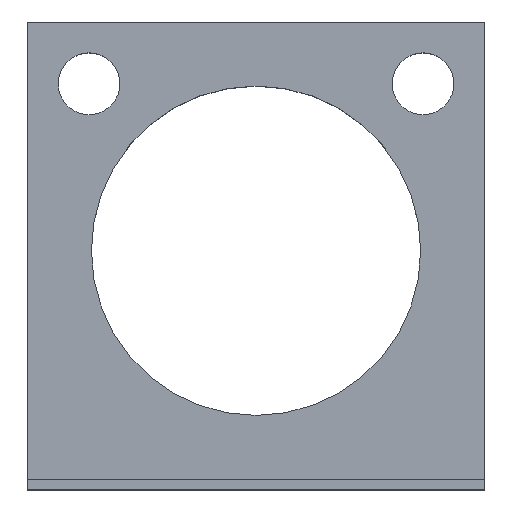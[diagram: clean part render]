
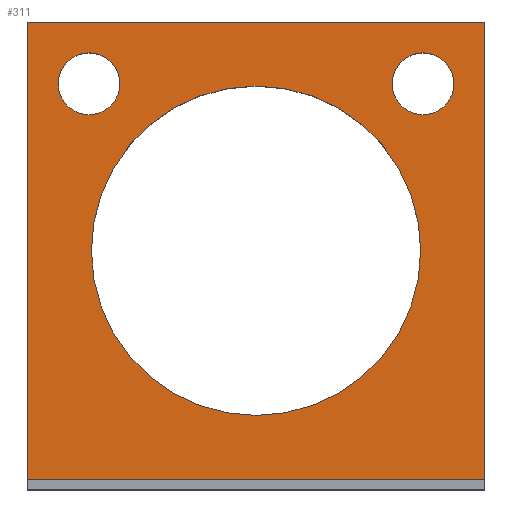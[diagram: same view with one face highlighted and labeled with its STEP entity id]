
A CAD part, top view. The second image highlights one B-rep face of the part: STEP entity #311.
In plain terms, the highlighted planar face has unit normal (0, 0, 1).
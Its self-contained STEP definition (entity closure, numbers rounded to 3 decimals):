
#3 = DIRECTION ( 'NONE',  ( 0., 1., 0. ) ) ;
#11 = CARTESIAN_POINT ( 'NONE',  ( 22.225, -22.225, 10. ) ) ;
#12 = VERTEX_POINT ( 'NONE', #395 ) ;
#51 = CIRCLE ( 'NONE', #123, 3. ) ;
#63 = DIRECTION ( 'NONE',  ( -1., 0., 0. ) ) ;
#76 = CARTESIAN_POINT ( 'NONE',  ( -13.225, 16.225, 10. ) ) ;
#79 = EDGE_CURVE ( 'NONE', #188, #482, #373, .T. ) ;
#83 = PLANE ( 'NONE',  #814 ) ;
#102 = EDGE_CURVE ( 'NONE', #482, #188, #237, .T. ) ;
#105 = CARTESIAN_POINT ( 'NONE',  ( -16., 0., 10. ) ) ;
#111 = VERTEX_POINT ( 'NONE', #76 ) ;
#117 = LINE ( 'NONE', #554, #437 ) ;
#123 = AXIS2_PLACEMENT_3D ( 'NONE', #849, #496, #711 ) ;
#126 = ORIENTED_EDGE ( 'NONE', *, *, #310, .F. ) ;
#132 = CARTESIAN_POINT ( 'NONE',  ( -19.225, 16.225, 10. ) ) ;
#135 = EDGE_LOOP ( 'NONE', ( #842, #910 ) ) ;
#145 = EDGE_CURVE ( 'NONE', #609, #859, #51, .T. ) ;
#148 = DIRECTION ( 'NONE',  ( 0., 0., 1. ) ) ;
#154 = DIRECTION ( 'NONE',  ( 1., 0., 0. ) ) ;
#157 = VERTEX_POINT ( 'NONE', #922 ) ;
#164 = VECTOR ( 'NONE', #680, 1000. ) ;
#171 = CARTESIAN_POINT ( 'NONE',  ( 19.225, 16.225, 10. ) ) ;
#188 = VERTEX_POINT ( 'NONE', #344 ) ;
#192 = CARTESIAN_POINT ( 'NONE',  ( 0., 0., 10. ) ) ;
#205 = CARTESIAN_POINT ( 'NONE',  ( 13.225, 16.225, 10. ) ) ;
#213 = CARTESIAN_POINT ( 'NONE',  ( -16.225, 16.225, 10. ) ) ;
#217 = AXIS2_PLACEMENT_3D ( 'NONE', #443, #296, #654 ) ;
#231 = AXIS2_PLACEMENT_3D ( 'NONE', #365, #436, #729 ) ;
#237 = CIRCLE ( 'NONE', #763, 16. ) ;
#270 = VERTEX_POINT ( 'NONE', #132 ) ;
#279 = LINE ( 'NONE', #895, #164 ) ;
#295 = DIRECTION ( 'NONE',  ( 0., 0., 1. ) ) ;
#296 = DIRECTION ( 'NONE',  ( 0., 0., 1. ) ) ;
#297 = CARTESIAN_POINT ( 'NONE',  ( 22.225, 22.225, 10. ) ) ;
#310 = EDGE_CURVE ( 'NONE', #859, #609, #813, .T. ) ;
#311 = ADVANCED_FACE ( 'NONE', ( #403, #574, #381, #745 ), #83, .T. ) ;
#324 = EDGE_CURVE ( 'NONE', #111, #270, #411, .T. ) ;
#333 = EDGE_CURVE ( 'NONE', #919, #701, #505, .T. ) ;
#334 = DIRECTION ( 'NONE',  ( 0., 0., 1. ) ) ;
#341 = CARTESIAN_POINT ( 'NONE',  ( 22.217, -22.225, 10. ) ) ;
#344 = CARTESIAN_POINT ( 'NONE',  ( 16., 0., 10. ) ) ;
#348 = ORIENTED_EDGE ( 'NONE', *, *, #333, .T. ) ;
#354 = CARTESIAN_POINT ( 'NONE',  ( 0., 0., 10. ) ) ;
#365 = CARTESIAN_POINT ( 'NONE',  ( 16.225, 16.225, 10. ) ) ;
#367 = CARTESIAN_POINT ( 'NONE',  ( -22.225, -22.225, 10. ) ) ;
#373 = CIRCLE ( 'NONE', #624, 16. ) ;
#374 = DIRECTION ( 'NONE',  ( 1., 0., 0. ) ) ;
#381 = FACE_BOUND ( 'NONE', #135, .T. ) ;
#390 = VECTOR ( 'NONE', #3, 1000. ) ;
#395 = CARTESIAN_POINT ( 'NONE',  ( -22.225, 22.225, 10. ) ) ;
#401 = VECTOR ( 'NONE', #63, 1000. ) ;
#403 = FACE_BOUND ( 'NONE', #924, .T. ) ;
#404 = ORIENTED_EDGE ( 'NONE', *, *, #678, .T. ) ;
#411 = CIRCLE ( 'NONE', #844, 3. ) ;
#415 = CARTESIAN_POINT ( 'NONE',  ( 22.225, 22.225, 10. ) ) ;
#436 = DIRECTION ( 'NONE',  ( 0., 0., 1. ) ) ;
#437 = VECTOR ( 'NONE', #632, 1000. ) ;
#443 = CARTESIAN_POINT ( 'NONE',  ( -16.225, 16.225, 10. ) ) ;
#482 = VERTEX_POINT ( 'NONE', #105 ) ;
#496 = DIRECTION ( 'NONE',  ( 0., 0., 1. ) ) ;
#503 = LINE ( 'NONE', #840, #401 ) ;
#505 = LINE ( 'NONE', #297, #390 ) ;
#506 = ORIENTED_EDGE ( 'NONE', *, *, #558, .T. ) ;
#513 = DIRECTION ( 'NONE',  ( 1., 0., 0. ) ) ;
#554 = CARTESIAN_POINT ( 'NONE',  ( -22.225, 22.225, 10. ) ) ;
#558 = EDGE_CURVE ( 'NONE', #679, #919, #279, .T. ) ;
#570 = DIRECTION ( 'NONE',  ( 1., 0., 0. ) ) ;
#574 = FACE_OUTER_BOUND ( 'NONE', #836, .T. ) ;
#580 = CARTESIAN_POINT ( 'NONE',  ( 0., 0., 10. ) ) ;
#609 = VERTEX_POINT ( 'NONE', #171 ) ;
#624 = AXIS2_PLACEMENT_3D ( 'NONE', #192, #334, #916 ) ;
#632 = DIRECTION ( 'NONE',  ( 0., -1., 0. ) ) ;
#634 = DIRECTION ( 'NONE',  ( 0., 0., 1. ) ) ;
#654 = DIRECTION ( 'NONE',  ( 1., 0., 0. ) ) ;
#655 = ORIENTED_EDGE ( 'NONE', *, *, #324, .F. ) ;
#678 = EDGE_CURVE ( 'NONE', #701, #12, #503, .T. ) ;
#679 = VERTEX_POINT ( 'NONE', #341 ) ;
#680 = DIRECTION ( 'NONE',  ( 1., 0., 0. ) ) ;
#681 = ORIENTED_EDGE ( 'NONE', *, *, #145, .F. ) ;
#697 = CIRCLE ( 'NONE', #217, 3. ) ;
#701 = VERTEX_POINT ( 'NONE', #415 ) ;
#708 = ORIENTED_EDGE ( 'NONE', *, *, #894, .F. ) ;
#711 = DIRECTION ( 'NONE',  ( 1., 0., 0. ) ) ;
#713 = ORIENTED_EDGE ( 'NONE', *, *, #724, .T. ) ;
#724 = EDGE_CURVE ( 'NONE', #12, #157, #117, .T. ) ;
#729 = DIRECTION ( 'NONE',  ( 1., 0., 0. ) ) ;
#745 = FACE_BOUND ( 'NONE', #808, .T. ) ;
#757 = ORIENTED_EDGE ( 'NONE', *, *, #908, .T. ) ;
#763 = AXIS2_PLACEMENT_3D ( 'NONE', #354, #634, #570 ) ;
#808 = EDGE_LOOP ( 'NONE', ( #708, #655 ) ) ;
#813 = CIRCLE ( 'NONE', #231, 3. ) ;
#814 = AXIS2_PLACEMENT_3D ( 'NONE', #580, #148, #513 ) ;
#818 = VECTOR ( 'NONE', #374, 1000. ) ;
#836 = EDGE_LOOP ( 'NONE', ( #348, #404, #713, #757, #506 ) ) ;
#840 = CARTESIAN_POINT ( 'NONE',  ( -22.225, 22.225, 10. ) ) ;
#842 = ORIENTED_EDGE ( 'NONE', *, *, #102, .F. ) ;
#844 = AXIS2_PLACEMENT_3D ( 'NONE', #213, #295, #154 ) ;
#849 = CARTESIAN_POINT ( 'NONE',  ( 16.225, 16.225, 10. ) ) ;
#859 = VERTEX_POINT ( 'NONE', #205 ) ;
#872 = LINE ( 'NONE', #367, #818 ) ;
#894 = EDGE_CURVE ( 'NONE', #270, #111, #697, .T. ) ;
#895 = CARTESIAN_POINT ( 'NONE',  ( -22.225, -22.225, 10. ) ) ;
#908 = EDGE_CURVE ( 'NONE', #157, #679, #872, .T. ) ;
#910 = ORIENTED_EDGE ( 'NONE', *, *, #79, .F. ) ;
#916 = DIRECTION ( 'NONE',  ( 1., 0., 0. ) ) ;
#919 = VERTEX_POINT ( 'NONE', #11 ) ;
#922 = CARTESIAN_POINT ( 'NONE',  ( -22.225, -22.225, 10. ) ) ;
#924 = EDGE_LOOP ( 'NONE', ( #126, #681 ) ) ;
